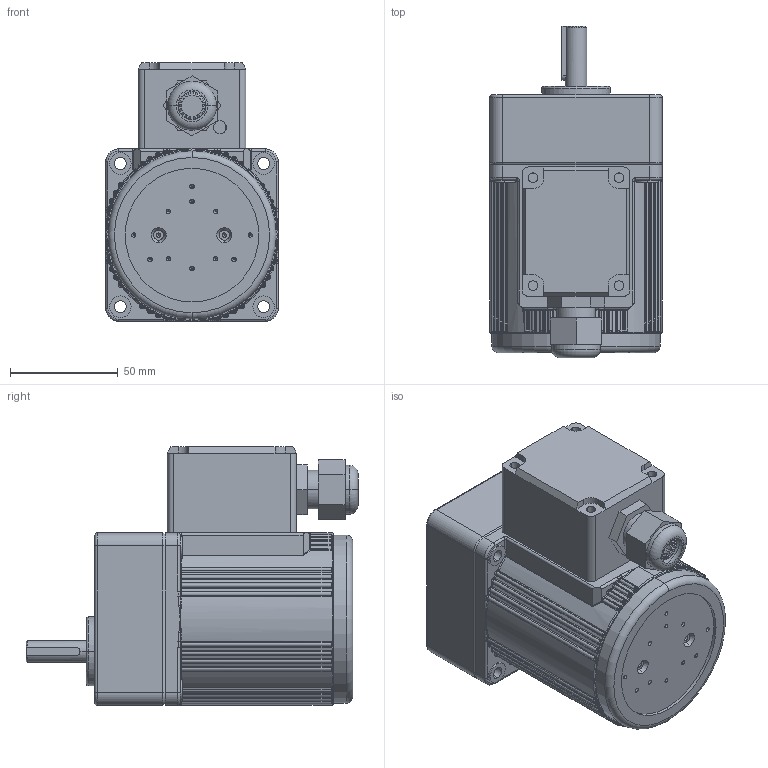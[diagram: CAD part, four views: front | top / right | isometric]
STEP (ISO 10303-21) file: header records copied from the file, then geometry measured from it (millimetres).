
FILE_DESCRIPTION (( 'STEP AP203' ), '1' );
FILE_NAME ('4IK25-T+4GN3-15K.STEP', '2020-01-08T07:13:48', ( 'Sky123.Org' ), ( 'Sky123.Org' ), 'SwSTEP 2.0', 'SolidWorks 2014', '' );
FILE_SCHEMA (( 'CONFIG_CONTROL_DESIGN' ));
Length unit declared in the file: millimetre
Products named in the file (7): NPT1-2つ踡芛; NPT1-2萇擢芛蚾饜极; 4GN3-15K; 4IK25-T+4GN3-15K; 4IK25A; 峚倰萇儂諉盄碟02; NPT1-2萇擢芛
Assembly tree (6 placements, depth 3):
  4IK25-T+4GN3-15K
    4IK25A
    峚倰萇儂諉盄碟02
    NPT1-2萇擢芛蚾饜极
      NPT1-2萇擢芛
      NPT1-2つ踡芛
    4GN3-15K
Bounding box: 80 x 154 x 120 mm (x, y, z)
Volume: 683908.8 mm3; surface area: 97825.1 mm2
Topology: 5 solids, 5 shells, 1029 faces, 2556 edges, 1505 vertices
Faces by surface type: cylinder 291, torus 238, plane 202, bspline 191, sphere 57, cone 50
Entity records: 37834 total; most frequent: CARTESIAN_POINT 13851, ORIENTED_EDGE 4974, DIRECTION 4919, EDGE_CURVE 2487, AXIS2_PLACEMENT_3D 2086, VERTEX_POINT 1503, CIRCLE 1238, EDGE_LOOP 1096
